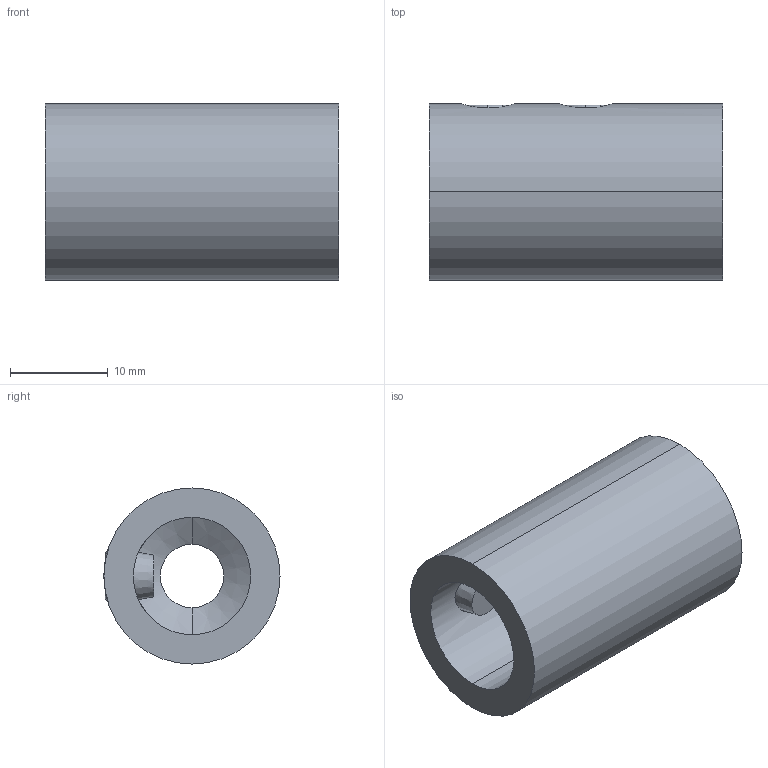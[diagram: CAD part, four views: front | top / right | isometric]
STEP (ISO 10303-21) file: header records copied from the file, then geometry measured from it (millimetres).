
FILE_DESCRIPTION (( 'STEP AP203' ), '1' );
FILE_NAME ('3D_GT3442_42.4xFlach x 12_188733720.STEP', '2024-10-21T10:29:12', ( '' ), ( '' ), 'SwSTEP 2.0', 'SolidWorks 2023', '' );
FILE_SCHEMA (( 'CONFIG_CONTROL_DESIGN' ));
Length unit declared in the file: millimetre
Products named in the file (1): 3D_GT3442_42.4xFlach x 12_188733720
Bounding box: 30 x 18 x 18 mm (x, y, z)
Volume: 4513.2 mm3; surface area: 3274 mm2
Topology: 1 solids, 1 shells, 59 faces, 130 edges, 80 vertices
Faces by surface type: cylinder 24, plane 21, cone 6, bspline 4, torus 4
Entity records: 4903 total; most frequent: CARTESIAN_POINT 3548, DIRECTION 262, ORIENTED_EDGE 260, EDGE_CURVE 130, AXIS2_PLACEMENT_3D 104, VERTEX_POINT 80, EDGE_LOOP 68, ADVANCED_FACE 59
